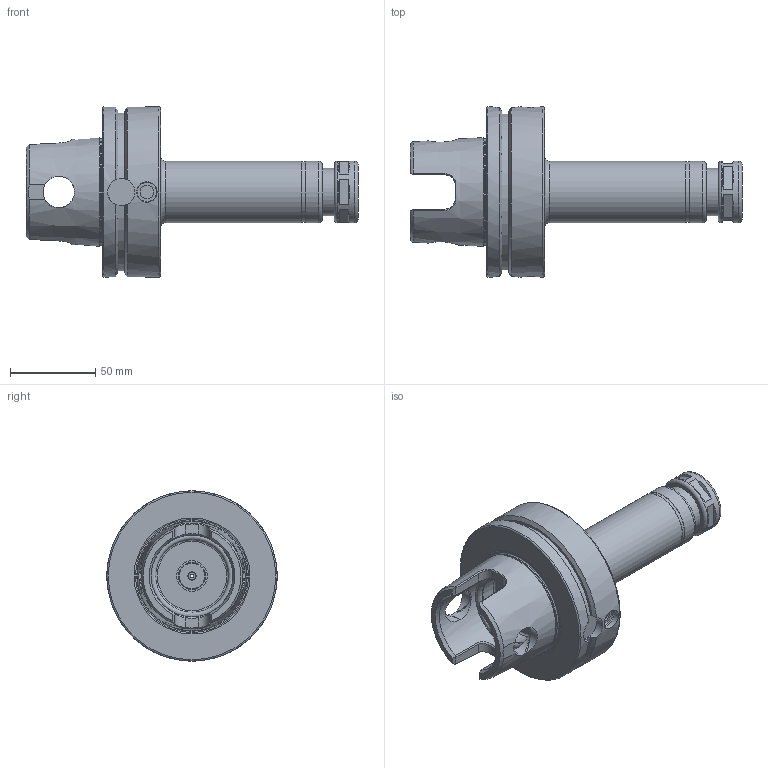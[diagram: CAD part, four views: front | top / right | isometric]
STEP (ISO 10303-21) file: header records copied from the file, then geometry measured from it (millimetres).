
FILE_DESCRIPTION((''),'2;1');
FILE_NAME('126010316150-3D.stp','2020-07-23T18:38:49',('nttooll'),(''),'Autodesk Inventor 2012','Autodesk Inventor 2012','');
FILE_SCHEMA(('AUTOMOTIVE_DESIGN { 1 0 10303 214 1 1 1 1 }'));
Length unit declared in the file: millimetre
Products named in the file (1): 126010316150-3D
Bounding box: 195 x 100 x 100 mm (x, y, z)
Volume: 384607.5 mm3; surface area: 65873.2 mm2
Topology: 2 solids, 2 shells, 171 faces, 375 edges, 235 vertices
Faces by surface type: plane 70, cylinder 48, cone 22, bspline 20, torus 11
Full cylindrical faces by diameter (mm): 2 x1, 4.5 x1, 5 x1, 8 x2, 11.2 x2, 12 x2, 12.8 x1, 13.319 x1, 15.8 x1, 15.9 x1, 16 x2, 16.3 x1, 17 x2, 17.5 x1, 18 x1, 18.4 x1, 18.5 x2, 20 x1, 22.1 x1, 24.5 x1, 28 x2, 35.6 x1, 36 x2, 36.3 x1, 43 x1, 48 x1, 50.3 x1, 63.3 x1, 100 x2
Entity records: 5018 total; most frequent: CARTESIAN_POINT 1780, DIRECTION 606, ORIENTED_EDGE 586, EDGE_CURVE 293, AXIS2_PLACEMENT_3D 279, EDGE_LOOP 274, VERTEX_POINT 219, FACE_OUTER_BOUND 171
